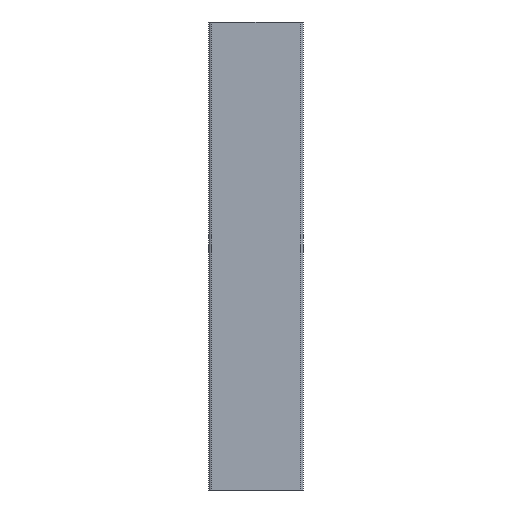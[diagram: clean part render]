
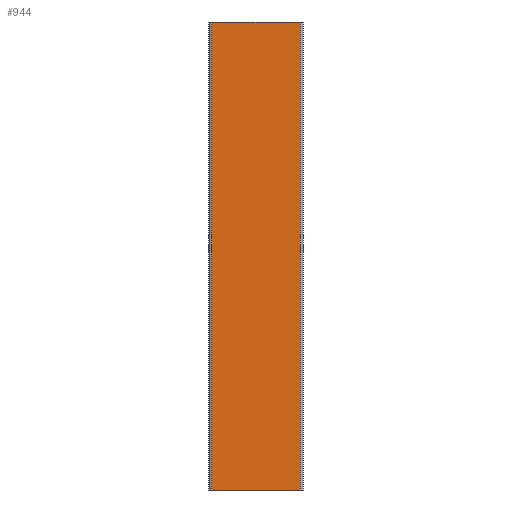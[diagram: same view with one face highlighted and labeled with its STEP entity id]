
A CAD part, left-side view. The second image highlights one B-rep face of the part: STEP entity #944.
In plain terms, the highlighted planar face has unit normal (-1, 0, 0).
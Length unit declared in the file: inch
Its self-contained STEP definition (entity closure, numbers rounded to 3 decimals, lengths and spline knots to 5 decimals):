
#40 = LINE ( 'NONE', #914, #400 ) ;
#56 = DIRECTION ( 'NONE',  ( 0., 0., 1. ) ) ;
#63 = DIRECTION ( 'NONE',  ( -1., 0., 0. ) ) ;
#66 = VECTOR ( 'NONE', #965, 39.37008 ) ;
#85 = AXIS2_PLACEMENT_3D ( 'NONE', #996, #63, #413 ) ;
#94 = CARTESIAN_POINT ( 'NONE',  ( -0.76378, -3.73031, -39.37008 ) ) ;
#97 = EDGE_LOOP ( 'NONE', ( #928, #478, #428, #939 ) ) ;
#111 = CARTESIAN_POINT ( 'NONE',  ( -0.76378, 3.73031, 0. ) ) ;
#182 = CARTESIAN_POINT ( 'NONE',  ( -0.76378, 3.73031, -39.37008 ) ) ;
#257 = LINE ( 'NONE', #182, #794 ) ;
#278 = DIRECTION ( 'NONE',  ( 0., -1., 0. ) ) ;
#326 = EDGE_CURVE ( 'NONE', #328, #698, #367, .T. ) ;
#328 = VERTEX_POINT ( 'NONE', #94 ) ;
#351 = EDGE_CURVE ( 'NONE', #731, #328, #257, .T. ) ;
#367 = LINE ( 'NONE', #525, #66 ) ;
#379 = CARTESIAN_POINT ( 'NONE',  ( -0.76378, 3.73031, -39.37008 ) ) ;
#400 = VECTOR ( 'NONE', #56, 39.37008 ) ;
#404 = PLANE ( 'NONE',  #85 ) ;
#413 = DIRECTION ( 'NONE',  ( 0., 0., 1. ) ) ;
#426 = EDGE_CURVE ( 'NONE', #731, #978, #40, .T. ) ;
#428 = ORIENTED_EDGE ( 'NONE', *, *, #351, .T. ) ;
#452 = VECTOR ( 'NONE', #473, 39.37008 ) ;
#473 = DIRECTION ( 'NONE',  ( 0., -1., 0. ) ) ;
#478 = ORIENTED_EDGE ( 'NONE', *, *, #426, .F. ) ;
#525 = CARTESIAN_POINT ( 'NONE',  ( -0.76378, -3.73031, -39.37008 ) ) ;
#698 = VERTEX_POINT ( 'NONE', #1060 ) ;
#731 = VERTEX_POINT ( 'NONE', #379 ) ;
#768 = EDGE_CURVE ( 'NONE', #978, #698, #891, .T. ) ;
#794 = VECTOR ( 'NONE', #278, 39.37008 ) ;
#845 = FACE_OUTER_BOUND ( 'NONE', #97, .T. ) ;
#891 = LINE ( 'NONE', #111, #452 ) ;
#914 = CARTESIAN_POINT ( 'NONE',  ( -0.76378, 3.73031, -39.37008 ) ) ;
#928 = ORIENTED_EDGE ( 'NONE', *, *, #768, .F. ) ;
#939 = ORIENTED_EDGE ( 'NONE', *, *, #326, .T. ) ;
#944 = ADVANCED_FACE ( 'NONE', ( #845 ), #404, .T. ) ;
#965 = DIRECTION ( 'NONE',  ( 0., 0., 1. ) ) ;
#978 = VERTEX_POINT ( 'NONE', #1022 ) ;
#996 = CARTESIAN_POINT ( 'NONE',  ( -0.76378, 3.73031, -39.37008 ) ) ;
#1022 = CARTESIAN_POINT ( 'NONE',  ( -0.76378, 3.73031, 0. ) ) ;
#1060 = CARTESIAN_POINT ( 'NONE',  ( -0.76378, -3.73031, 0. ) ) ;
